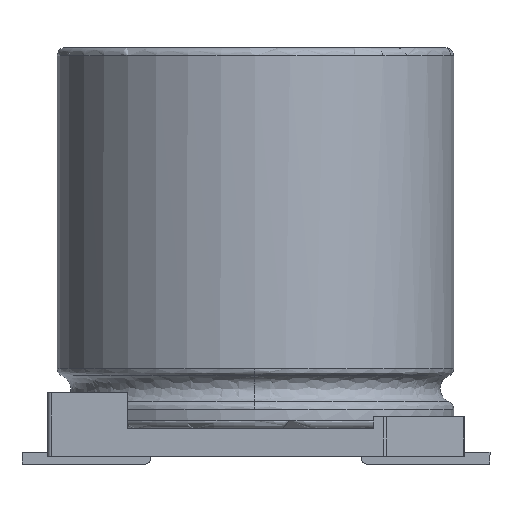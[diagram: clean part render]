
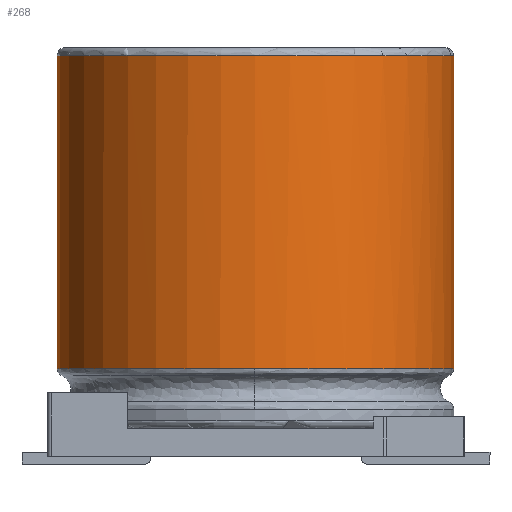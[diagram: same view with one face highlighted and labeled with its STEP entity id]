
A CAD part, left-side view. The second image highlights one B-rep face of the part: STEP entity #268.
In plain terms, the highlighted cylindrical face has radius 5 mm (diameter 10 mm), a partial arc.
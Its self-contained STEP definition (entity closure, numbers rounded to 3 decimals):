
#6 = CARTESIAN_POINT ( 'NONE',  ( -0.01, -5.19, 2.409 ) ) ;
#9 = DIRECTION ( 'NONE',  ( 0., -1., 0. ) ) ;
#41 = DIRECTION ( 'NONE',  ( 0., 0., -1. ) ) ;
#67 = CARTESIAN_POINT ( 'NONE',  ( -0.01, -0.19, 10.297 ) ) ;
#89 = DIRECTION ( 'NONE',  ( 0., 0., 1. ) ) ;
#268 = ADVANCED_FACE ( 'NONE', ( #3606 ), #2199, .T. ) ;
#324 = AXIS2_PLACEMENT_3D ( 'NONE', #67, #41, #9 ) ;
#355 = DIRECTION ( 'NONE',  ( 0., -1., 0. ) ) ;
#368 = ORIENTED_EDGE ( 'NONE', *, *, #2865, .T. ) ;
#517 = CARTESIAN_POINT ( 'NONE',  ( -0.01, -0.19, 2.409 ) ) ;
#543 = ORIENTED_EDGE ( 'NONE', *, *, #2461, .T. ) ;
#621 = CARTESIAN_POINT ( 'NONE',  ( -0.01, -5.19, 10.297 ) ) ;
#646 = DIRECTION ( 'NONE',  ( 0., 0., 1. ) ) ;
#680 = LINE ( 'NONE', #1534, #1264 ) ;
#813 = EDGE_LOOP ( 'NONE', ( #2763, #2382, #2404, #368, #543 ) ) ;
#988 = VERTEX_POINT ( 'NONE', #1607 ) ;
#1003 = EDGE_CURVE ( 'NONE', #988, #1738, #3221, .T. ) ;
#1056 = CARTESIAN_POINT ( 'NONE',  ( -0.01, -0.19, 2.409 ) ) ;
#1264 = VECTOR ( 'NONE', #89, 1000. ) ;
#1302 = CARTESIAN_POINT ( 'NONE',  ( -0.01, 4.81, 2.409 ) ) ;
#1329 = DIRECTION ( 'NONE',  ( 0., -1., 0. ) ) ;
#1423 = VECTOR ( 'NONE', #1588, 1000. ) ;
#1426 = CARTESIAN_POINT ( 'NONE',  ( -5.01, -0.167, 2.409 ) ) ;
#1436 = AXIS2_PLACEMENT_3D ( 'NONE', #1904, #1889, #3004 ) ;
#1534 = CARTESIAN_POINT ( 'NONE',  ( -0.01, -5.19, 2.409 ) ) ;
#1588 = DIRECTION ( 'NONE',  ( 0., 0., 1. ) ) ;
#1607 = CARTESIAN_POINT ( 'NONE',  ( -0.01, 4.81, 2.409 ) ) ;
#1738 = VERTEX_POINT ( 'NONE', #1426 ) ;
#1889 = DIRECTION ( 'NONE',  ( 0., 0., 1. ) ) ;
#1904 = CARTESIAN_POINT ( 'NONE',  ( -0.01, -0.19, 2.409 ) ) ;
#1992 = AXIS2_PLACEMENT_3D ( 'NONE', #1056, #3027, #1329 ) ;
#2086 = AXIS2_PLACEMENT_3D ( 'NONE', #517, #646, #355 ) ;
#2183 = CARTESIAN_POINT ( 'NONE',  ( -0.01, 4.81, 10.297 ) ) ;
#2199 = CYLINDRICAL_SURFACE ( 'NONE', #2086, 5. ) ;
#2382 = ORIENTED_EDGE ( 'NONE', *, *, #1003, .T. ) ;
#2404 = ORIENTED_EDGE ( 'NONE', *, *, #2924, .T. ) ;
#2458 = VERTEX_POINT ( 'NONE', #621 ) ;
#2461 = EDGE_CURVE ( 'NONE', #2458, #2622, #2897, .T. ) ;
#2622 = VERTEX_POINT ( 'NONE', #2183 ) ;
#2763 = ORIENTED_EDGE ( 'NONE', *, *, #3120, .F. ) ;
#2780 = VERTEX_POINT ( 'NONE', #6 ) ;
#2865 = EDGE_CURVE ( 'NONE', #2780, #2458, #680, .T. ) ;
#2897 = CIRCLE ( 'NONE', #324, 5. ) ;
#2924 = EDGE_CURVE ( 'NONE', #1738, #2780, #3369, .T. ) ;
#3004 = DIRECTION ( 'NONE',  ( 0., -1., 0. ) ) ;
#3027 = DIRECTION ( 'NONE',  ( 0., 0., 1. ) ) ;
#3120 = EDGE_CURVE ( 'NONE', #988, #2622, #3619, .T. ) ;
#3221 = CIRCLE ( 'NONE', #1436, 5. ) ;
#3369 = CIRCLE ( 'NONE', #1992, 5. ) ;
#3606 = FACE_OUTER_BOUND ( 'NONE', #813, .T. ) ;
#3619 = LINE ( 'NONE', #1302, #1423 ) ;
